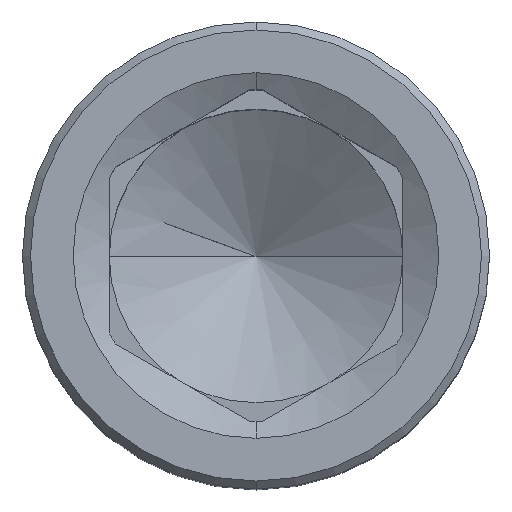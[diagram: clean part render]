
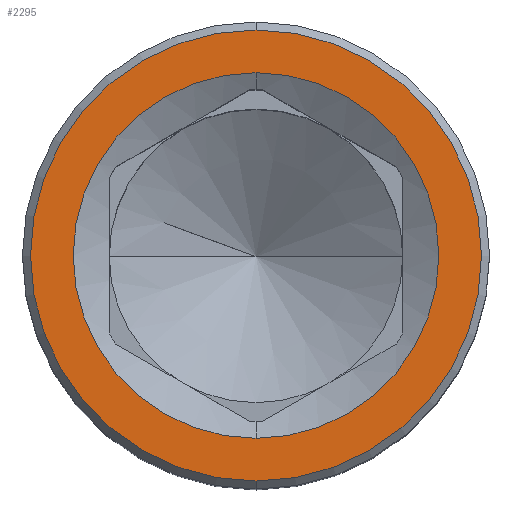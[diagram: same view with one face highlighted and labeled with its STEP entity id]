
A CAD part, top view. The second image highlights one B-rep face of the part: STEP entity #2295.
In plain terms, the highlighted planar face has unit normal (0, 0, 1).
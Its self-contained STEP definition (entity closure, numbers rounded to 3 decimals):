
#893=CARTESIAN_POINT('',(0.,0.,90.));
#894=DIRECTION('',(0.,0.,-1.));
#895=DIRECTION('',(0.,1.,0.));
#896=AXIS2_PLACEMENT_3D('',#893,#894,#895);
#898=CARTESIAN_POINT('',(0.,0.,90.));
#899=DIRECTION('',(0.,0.,-1.));
#900=DIRECTION('',(0.,-1.,0.));
#901=AXIS2_PLACEMENT_3D('',#898,#899,#900);
#903=CARTESIAN_POINT('',(0.,0.,90.));
#904=DIRECTION('',(0.,0.,1.));
#905=DIRECTION('',(0.,-1.,0.));
#906=AXIS2_PLACEMENT_3D('',#903,#904,#905);
#908=CARTESIAN_POINT('',(0.,0.,90.));
#909=DIRECTION('',(0.,0.,1.));
#910=DIRECTION('',(0.,1.,0.));
#911=AXIS2_PLACEMENT_3D('',#908,#909,#910);
#1252=CARTESIAN_POINT('',(0.,6.85,90.));
#1253=CARTESIAN_POINT('',(0.,-6.85,90.));
#1254=VERTEX_POINT('',#1252);
#1255=VERTEX_POINT('',#1253);
#1256=CARTESIAN_POINT('',(0.,-8.45,90.));
#1257=CARTESIAN_POINT('',(0.,8.45,90.));
#1258=VERTEX_POINT('',#1256);
#1259=VERTEX_POINT('',#1257);
#2279=CARTESIAN_POINT('',(0.,0.,90.));
#2280=DIRECTION('',(0.,0.,1.));
#2281=DIRECTION('',(0.,1.,0.));
#2282=AXIS2_PLACEMENT_3D('',#2279,#2280,#2281);
#2283=PLANE('',#2282);
#2284=ORIENTED_EDGE('',*,*,#2269,.F.);
#2286=ORIENTED_EDGE('',*,*,#2285,.F.);
#2287=EDGE_LOOP('',(#2284,#2286));
#2288=FACE_OUTER_BOUND('',#2287,.F.);
#2290=ORIENTED_EDGE('',*,*,#2289,.F.);
#2292=ORIENTED_EDGE('',*,*,#2291,.F.);
#2293=EDGE_LOOP('',(#2290,#2292));
#2294=FACE_BOUND('',#2293,.F.);
#2295=ADVANCED_FACE('',(#2288,#2294),#2283,.T.);
#897=CIRCLE('',#896,6.85);
#902=CIRCLE('',#901,6.85);
#907=CIRCLE('',#906,8.45);
#912=CIRCLE('',#911,8.45);
#2269=EDGE_CURVE('',#1258,#1259,#907,.T.);
#2285=EDGE_CURVE('',#1259,#1258,#912,.T.);
#2289=EDGE_CURVE('',#1254,#1255,#897,.T.);
#2291=EDGE_CURVE('',#1255,#1254,#902,.T.);
